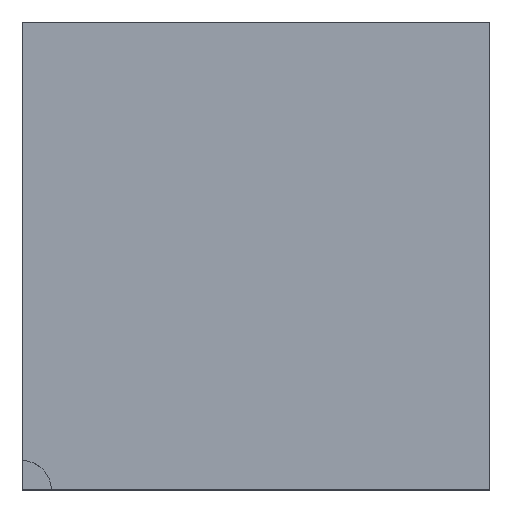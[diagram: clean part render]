
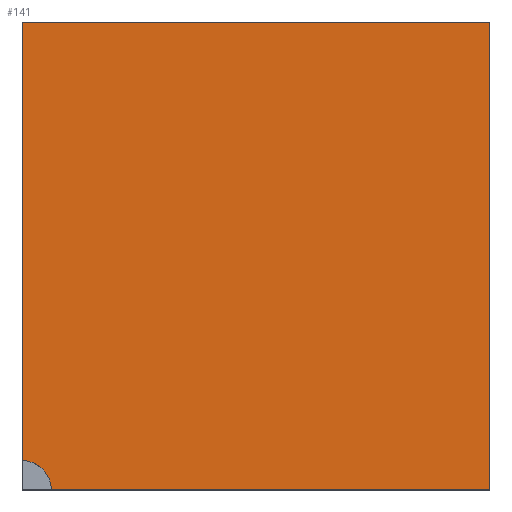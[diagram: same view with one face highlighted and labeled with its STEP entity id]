
A CAD part, top view. The second image highlights one B-rep face of the part: STEP entity #141.
In plain terms, the highlighted planar face has unit normal (0, 0, 1).
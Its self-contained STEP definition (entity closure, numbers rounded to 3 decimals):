
#16=PLANE('',#165);
#24=FACE_OUTER_BOUND('',#32,.T.);
#32=EDGE_LOOP('',(#109,#110,#111,#112,#113));
#42=LINE('',#225,#58);
#43=LINE('',#227,#59);
#44=LINE('',#229,#60);
#45=LINE('',#230,#61);
#58=VECTOR('',#187,10.);
#59=VECTOR('',#188,10.);
#60=VECTOR('',#189,10.);
#61=VECTOR('',#190,10.);
#70=CIRCLE('',#162,2.5);
#72=VERTEX_POINT('',#211);
#73=VERTEX_POINT('',#212);
#77=VERTEX_POINT('',#224);
#78=VERTEX_POINT('',#226);
#79=VERTEX_POINT('',#228);
#84=EDGE_CURVE('',#72,#73,#70,.T.);
#90=EDGE_CURVE('',#73,#77,#42,.T.);
#91=EDGE_CURVE('',#77,#78,#43,.T.);
#92=EDGE_CURVE('',#79,#78,#44,.T.);
#93=EDGE_CURVE('',#72,#79,#45,.T.);
#109=ORIENTED_EDGE('',*,*,#84,.T.);
#110=ORIENTED_EDGE('',*,*,#90,.T.);
#111=ORIENTED_EDGE('',*,*,#91,.T.);
#112=ORIENTED_EDGE('',*,*,#92,.F.);
#113=ORIENTED_EDGE('',*,*,#93,.F.);
#141=ADVANCED_FACE('',(#24),#16,.F.);
#162=AXIS2_PLACEMENT_3D('',#213,#175,#176);
#165=AXIS2_PLACEMENT_3D('',#223,#185,#186);
#175=DIRECTION('center_axis',(0.,0.,-1.));
#176=DIRECTION('ref_axis',(-1.,0.,0.));
#185=DIRECTION('center_axis',(0.,0.,-1.));
#186=DIRECTION('ref_axis',(-1.,0.,0.));
#187=DIRECTION('',(1.,0.,0.));
#188=DIRECTION('',(0.,1.,0.));
#189=DIRECTION('',(1.,0.,0.));
#190=DIRECTION('',(0.,1.,0.));
#211=CARTESIAN_POINT('',(0.,4.,8.));
#212=CARTESIAN_POINT('',(2.5,1.5,8.));
#213=CARTESIAN_POINT('Origin',(0.,1.5,8.));
#223=CARTESIAN_POINT('Origin',(20.75,20.75,8.));
#224=CARTESIAN_POINT('',(40.,1.5,8.));
#225=CARTESIAN_POINT('',(10.375,1.5,8.));
#226=CARTESIAN_POINT('',(40.,41.5,8.));
#227=CARTESIAN_POINT('',(40.,10.375,8.));
#228=CARTESIAN_POINT('',(0.,41.5,8.));
#229=CARTESIAN_POINT('',(31.125,41.5,8.));
#230=CARTESIAN_POINT('',(0.,31.125,8.));
